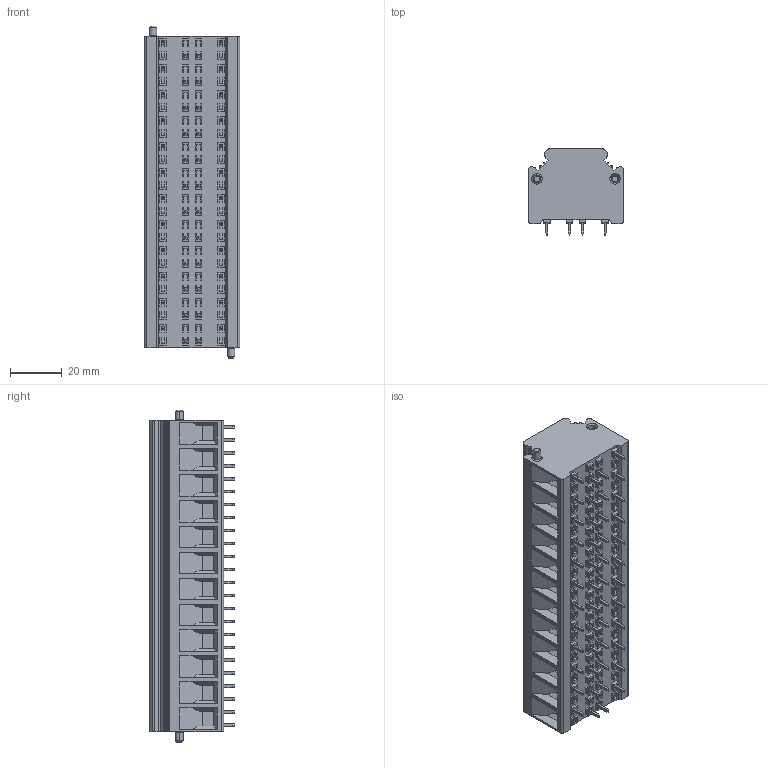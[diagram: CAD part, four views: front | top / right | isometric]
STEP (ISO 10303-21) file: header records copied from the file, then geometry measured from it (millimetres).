
FILE_DESCRIPTION((''),'2;1');
FILE_NAME('TL705DS-XXP_XS_','2024-11-13T15:11:38',('yanfa'),(''),'CREO PARAMETRIC BY PTC INC, 2018100','CREO PARAMETRIC BY PTC INC, 2018100','');
FILE_SCHEMA(('AUTOMOTIVE_DESIGN { 1 0 10303 214 1 1 1 1 }'));
Products named in the file (1): TL705DS-XXP_XS_
Bounding box: 36.8 x 33.02 x 128 mm (x, y, z)
Volume: 86415.6 mm3; surface area: 36453.1 mm2
Topology: 1 solids, 45 shells, 2382 faces, 5909 edges, 3841 vertices
Faces by surface type: plane 1788, cylinder 306, cone 192, torus 96
Entity records: 89990 total; most frequent: CARTESIAN_POINT 12671, ORIENTED_EDGE 11818, DIRECTION 11578, EDGE_CURVE 5909, VECTOR 4825, LINE 4825, VERTEX_POINT 3841, AXIS2_PLACEMENT_3D 3375
